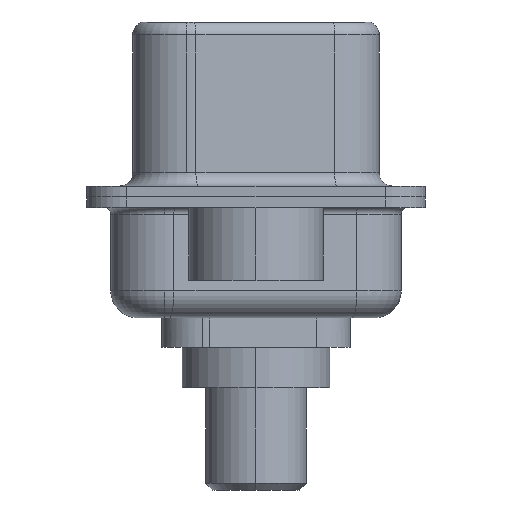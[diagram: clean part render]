
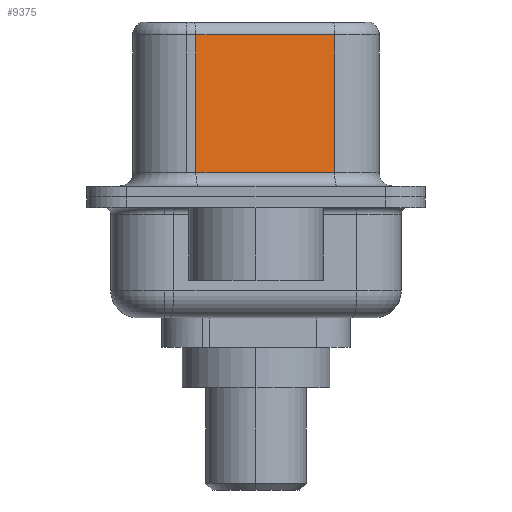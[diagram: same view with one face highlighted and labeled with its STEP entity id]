
A CAD part, left-side view. The second image highlights one B-rep face of the part: STEP entity #9375.
In plain terms, the highlighted planar face has unit normal (-0.985, -0.174, 0).
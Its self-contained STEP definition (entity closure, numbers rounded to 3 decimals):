
#441 = ORIENTED_EDGE ( 'NONE', *, *, #11277, .F. ) ;
#583 = CARTESIAN_POINT ( 'NONE',  ( 4.58, -2.927, 6.02 ) ) ;
#857 = CARTESIAN_POINT ( 'NONE',  ( 4.58, -2.927, 0.9 ) ) ;
#1143 = DIRECTION ( 'NONE',  ( -0.174, 0.985, 0. ) ) ;
#2019 = CARTESIAN_POINT ( 'NONE',  ( 4.58, -2.927, 6.52 ) ) ;
#2023 = VECTOR ( 'NONE', #4218, 1000. ) ;
#2031 = DIRECTION ( 'NONE',  ( -0.174, 0.985, 0. ) ) ;
#2124 = ORIENTED_EDGE ( 'NONE', *, *, #2864, .T. ) ;
#2381 = LINE ( 'NONE', #857, #13686 ) ;
#2414 = ORIENTED_EDGE ( 'NONE', *, *, #4349, .T. ) ;
#2864 = EDGE_CURVE ( 'NONE', #13543, #7632, #8220, .T. ) ;
#3660 = VERTEX_POINT ( 'NONE', #14231 ) ;
#3887 = VECTOR ( 'NONE', #2031, 1000. ) ;
#4218 = DIRECTION ( 'NONE',  ( 0., 0., -1. ) ) ;
#4349 = EDGE_CURVE ( 'NONE', #10022, #13543, #12669, .T. ) ;
#4442 = DIRECTION ( 'NONE',  ( 0.985, 0.174, 0. ) ) ;
#5039 = FACE_OUTER_BOUND ( 'NONE', #6757, .T. ) ;
#5957 = ORIENTED_EDGE ( 'NONE', *, *, #11199, .T. ) ;
#6757 = EDGE_LOOP ( 'NONE', ( #441, #2414, #2124, #5957 ) ) ;
#7604 = DIRECTION ( 'NONE',  ( 0.174, -0.985, 0. ) ) ;
#7632 = VERTEX_POINT ( 'NONE', #9819 ) ;
#7899 = PLANE ( 'NONE',  #10238 ) ;
#8220 = LINE ( 'NONE', #11093, #10725 ) ;
#9375 = ADVANCED_FACE ( 'NONE', ( #5039 ), #7899, .F. ) ;
#9819 = CARTESIAN_POINT ( 'NONE',  ( 3.67, 2.233, 0.9 ) ) ;
#10022 = VERTEX_POINT ( 'NONE', #13188 ) ;
#10192 = CARTESIAN_POINT ( 'NONE',  ( 3.67, 2.233, 6.02 ) ) ;
#10225 = LINE ( 'NONE', #2019, #2023 ) ;
#10238 = AXIS2_PLACEMENT_3D ( 'NONE', #13205, #4442, #1143 ) ;
#10243 = DIRECTION ( 'NONE',  ( 0., 0., -1. ) ) ;
#10725 = VECTOR ( 'NONE', #10243, 1000. ) ;
#11093 = CARTESIAN_POINT ( 'NONE',  ( 3.67, 2.233, 6.52 ) ) ;
#11199 = EDGE_CURVE ( 'NONE', #7632, #3660, #2381, .T. ) ;
#11277 = EDGE_CURVE ( 'NONE', #10022, #3660, #10225, .T. ) ;
#12669 = LINE ( 'NONE', #583, #3887 ) ;
#13188 = CARTESIAN_POINT ( 'NONE',  ( 4.58, -2.927, 6.02 ) ) ;
#13205 = CARTESIAN_POINT ( 'NONE',  ( 4.58, -2.927, 6.52 ) ) ;
#13543 = VERTEX_POINT ( 'NONE', #10192 ) ;
#13686 = VECTOR ( 'NONE', #7604, 1000. ) ;
#14231 = CARTESIAN_POINT ( 'NONE',  ( 4.58, -2.927, 0.9 ) ) ;
